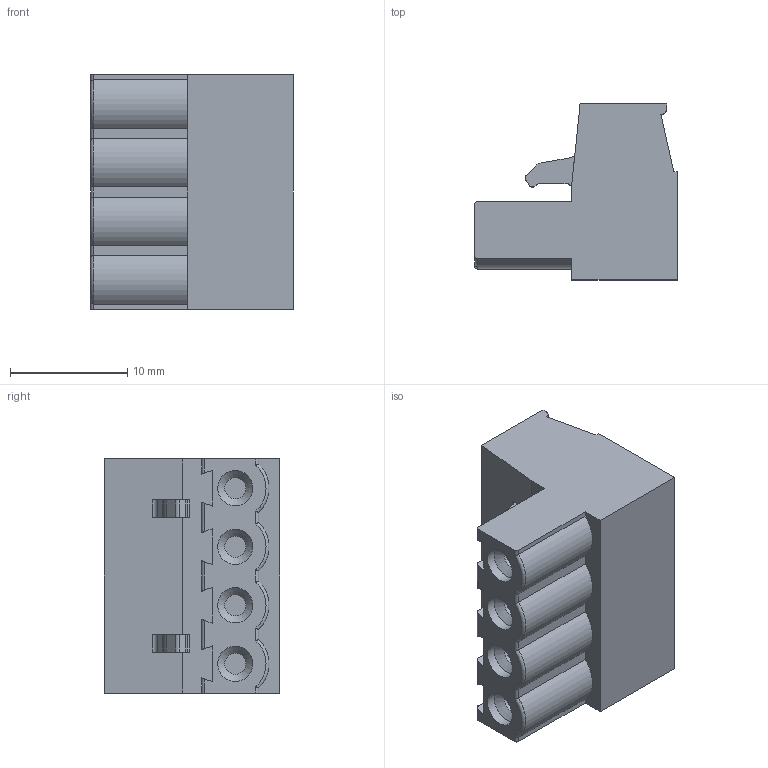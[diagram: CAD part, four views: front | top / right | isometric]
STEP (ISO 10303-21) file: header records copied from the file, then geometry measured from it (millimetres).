
FILE_DESCRIPTION((''),'2;1');
FILE_NAME('11209_PKB_950_4_500.stp','2012-12-07T11:58:12',('svogel'),(''),'Autodesk Inventor 2011','Autodesk Inventor 2011','');
FILE_SCHEMA(('AUTOMOTIVE_DESIGN { 1 0 10303 214 1 1 1 1 }'));
Length unit declared in the file: millimetre
Products named in the file (1): 11209_PKB_950_4_500
Bounding box: 17.3 x 15 x 20 mm (x, y, z)
Volume: 3099.7 mm3; surface area: 2160.4 mm2
Topology: 1 solids, 1 shells, 171 faces, 431 edges, 274 vertices
Faces by surface type: plane 108, cylinder 39, torus 16, cone 8
Full cylindrical faces by diameter (mm): 1.8 x4, 3 x4, 4 x4
Entity records: 5144 total; most frequent: CARTESIAN_POINT 1141, DIRECTION 809, ORIENTED_EDGE 806, EDGE_CURVE 403, AXIS2_PLACEMENT_3D 274, VERTEX_POINT 270, VECTOR 261, LINE 261
